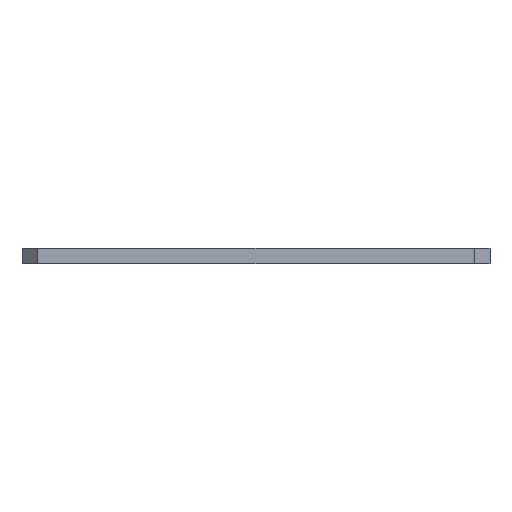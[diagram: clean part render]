
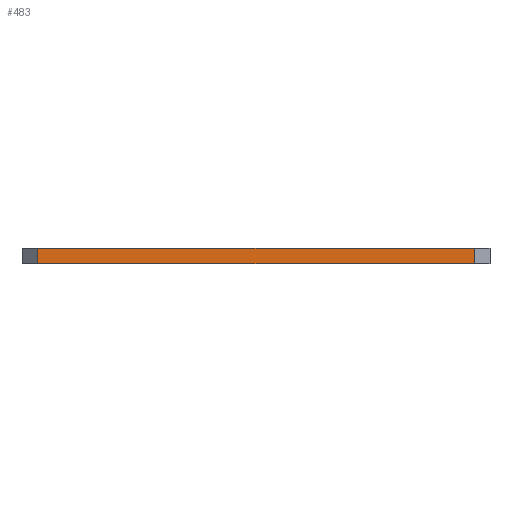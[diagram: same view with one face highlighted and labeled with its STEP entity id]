
A CAD part, front view. The second image highlights one B-rep face of the part: STEP entity #483.
In plain terms, the highlighted planar face has unit normal (0, -1, 0).
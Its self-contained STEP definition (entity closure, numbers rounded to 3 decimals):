
#16 = DIRECTION ( 'NONE',  ( 0., 0., 1. ) ) ;
#36 = EDGE_CURVE ( 'NONE', #679, #621, #516, .T. ) ;
#75 = DIRECTION ( 'NONE',  ( -1., 0., 0. ) ) ;
#98 = CARTESIAN_POINT ( 'NONE',  ( -28., -90., -2. ) ) ;
#102 = EDGE_CURVE ( 'NONE', #621, #493, #736, .T. ) ;
#104 = CARTESIAN_POINT ( 'NONE',  ( -28., -90., -2. ) ) ;
#159 = VERTEX_POINT ( 'NONE', #472 ) ;
#183 = VECTOR ( 'NONE', #16, 1000. ) ;
#217 = FACE_OUTER_BOUND ( 'NONE', #392, .T. ) ;
#226 = EDGE_CURVE ( 'NONE', #159, #493, #568, .T. ) ;
#281 = PLANE ( 'NONE',  #292 ) ;
#292 = AXIS2_PLACEMENT_3D ( 'NONE', #724, #293, #680 ) ;
#293 = DIRECTION ( 'NONE',  ( 0., 1., 0. ) ) ;
#315 = VECTOR ( 'NONE', #611, 1000. ) ;
#323 = LINE ( 'NONE', #644, #183 ) ;
#357 = ORIENTED_EDGE ( 'NONE', *, *, #36, .T. ) ;
#392 = EDGE_LOOP ( 'NONE', ( #357, #628, #482, #447 ) ) ;
#431 = CARTESIAN_POINT ( 'NONE',  ( 28., -90., 0. ) ) ;
#447 = ORIENTED_EDGE ( 'NONE', *, *, #762, .T. ) ;
#472 = CARTESIAN_POINT ( 'NONE',  ( 28., -90., -2. ) ) ;
#482 = ORIENTED_EDGE ( 'NONE', *, *, #226, .F. ) ;
#483 = ADVANCED_FACE ( 'NONE', ( #217 ), #281, .F. ) ;
#493 = VERTEX_POINT ( 'NONE', #98 ) ;
#516 = LINE ( 'NONE', #770, #786 ) ;
#564 = CARTESIAN_POINT ( 'NONE',  ( -30., -90., -2. ) ) ;
#568 = LINE ( 'NONE', #564, #656 ) ;
#611 = DIRECTION ( 'NONE',  ( 0., 0., -1. ) ) ;
#621 = VERTEX_POINT ( 'NONE', #763 ) ;
#623 = DIRECTION ( 'NONE',  ( -1., 0., 0. ) ) ;
#628 = ORIENTED_EDGE ( 'NONE', *, *, #102, .T. ) ;
#644 = CARTESIAN_POINT ( 'NONE',  ( 28., -90., -2. ) ) ;
#656 = VECTOR ( 'NONE', #623, 1000. ) ;
#679 = VERTEX_POINT ( 'NONE', #431 ) ;
#680 = DIRECTION ( 'NONE',  ( 0., 0., 1. ) ) ;
#724 = CARTESIAN_POINT ( 'NONE',  ( -30., -90., -2. ) ) ;
#736 = LINE ( 'NONE', #104, #315 ) ;
#762 = EDGE_CURVE ( 'NONE', #159, #679, #323, .T. ) ;
#763 = CARTESIAN_POINT ( 'NONE',  ( -28., -90., 0. ) ) ;
#770 = CARTESIAN_POINT ( 'NONE',  ( -30., -90., 0. ) ) ;
#786 = VECTOR ( 'NONE', #75, 1000. ) ;
